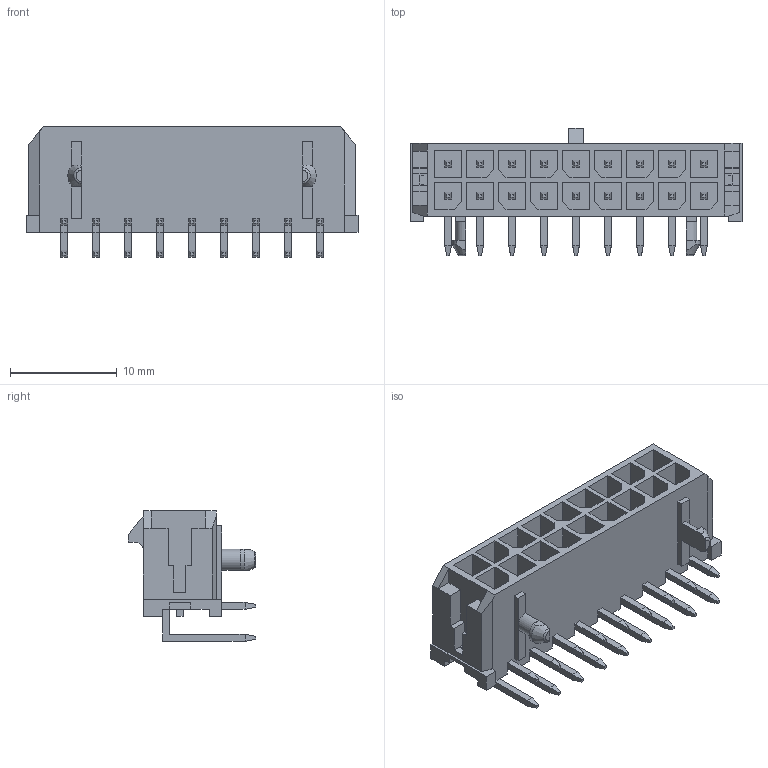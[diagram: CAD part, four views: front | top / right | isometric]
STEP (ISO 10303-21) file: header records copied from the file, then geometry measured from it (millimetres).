
FILE_DESCRIPTION (( 'STEP AP214' ), '1' );
FILE_NAME ('reoriented-430451800.STEP', '2023-10-11T09:27:01', ( '' ), ( '' ), 'SwSTEP 2.0', 'SolidWorks 2021', '' );
FILE_SCHEMA (( 'AUTOMOTIVE_DESIGN' ));
Length unit declared in the file: millimetre
Products named in the file (1): reoriented-430451800
Bounding box: 31.15 x 11.95 x 12.24 mm (x, y, z)
Volume: 1265 mm3; surface area: 3040.7 mm2
Topology: 1 solids, 1 shells, 741 faces, 1862 edges, 1163 vertices
Faces by surface type: plane 732, cylinder 5, torus 2, cone 2
Entity records: 21482 total; most frequent: CARTESIAN_POINT 3859, ORIENTED_EDGE 3724, DIRECTION 3346, EDGE_CURVE 1862, LINE 1822, VECTOR 1822, VERTEX_POINT 1163, EDGE_LOOP 781
